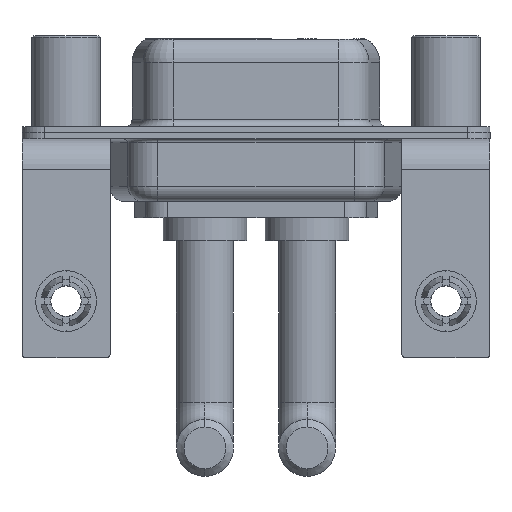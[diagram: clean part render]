
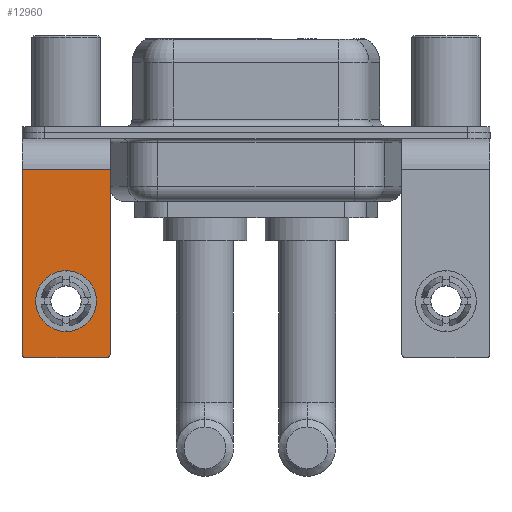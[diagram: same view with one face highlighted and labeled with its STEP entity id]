
A CAD part, front view. The second image highlights one B-rep face of the part: STEP entity #12960.
In plain terms, the highlighted planar face has unit normal (0, -1, 0).
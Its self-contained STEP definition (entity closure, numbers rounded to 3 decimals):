
#248 = ORIENTED_EDGE ( 'NONE', *, *, #5036, .T. ) ;
#340 = EDGE_CURVE ( 'NONE', #16735, #3029, #17100, .T. ) ;
#384 = CIRCLE ( 'NONE', #12226, 0.25 ) ;
#1133 = CARTESIAN_POINT ( 'NONE',  ( 2.9, -6.25, -2.4 ) ) ;
#1148 = CARTESIAN_POINT ( 'NONE',  ( 0., -6.25, -11.07 ) ) ;
#1282 = VERTEX_POINT ( 'NONE', #7969 ) ;
#1296 = DIRECTION ( 'NONE',  ( -1., 0., 0. ) ) ;
#1488 = ORIENTED_EDGE ( 'NONE', *, *, #13101, .F. ) ;
#1789 = DIRECTION ( 'NONE',  ( 0., 1., 0. ) ) ;
#2081 = AXIS2_PLACEMENT_3D ( 'NONE', #8759, #1789, #12397 ) ;
#2144 = CARTESIAN_POINT ( 'NONE',  ( -2.65, -6.25, -14.55 ) ) ;
#2392 = ORIENTED_EDGE ( 'NONE', *, *, #340, .T. ) ;
#2651 = FACE_BOUND ( 'NONE', #13118, .T. ) ;
#3029 = VERTEX_POINT ( 'NONE', #11864 ) ;
#3660 = AXIS2_PLACEMENT_3D ( 'NONE', #15983, #15026, #7936 ) ;
#4047 = ORIENTED_EDGE ( 'NONE', *, *, #8531, .T. ) ;
#4140 = PLANE ( 'NONE',  #3660 ) ;
#4432 = CARTESIAN_POINT ( 'NONE',  ( 2.9, -6.25, -14.55 ) ) ;
#5036 = EDGE_CURVE ( 'NONE', #11962, #1282, #15618, .T. ) ;
#5107 = VECTOR ( 'NONE', #12962, 1000. ) ;
#5198 = EDGE_CURVE ( 'NONE', #3029, #8131, #384, .T. ) ;
#5901 = ORIENTED_EDGE ( 'NONE', *, *, #5198, .T. ) ;
#6108 = DIRECTION ( 'NONE',  ( 0., -1., 0. ) ) ;
#6113 = ORIENTED_EDGE ( 'NONE', *, *, #16130, .F. ) ;
#6536 = FACE_OUTER_BOUND ( 'NONE', #8896, .T. ) ;
#7838 = DIRECTION ( 'NONE',  ( 0., 1., 0. ) ) ;
#7927 = DIRECTION ( 'NONE',  ( 0., 0., 1. ) ) ;
#7936 = DIRECTION ( 'NONE',  ( 0., 0., 1. ) ) ;
#7969 = CARTESIAN_POINT ( 'NONE',  ( 0., -6.25, -9.07 ) ) ;
#8131 = VERTEX_POINT ( 'NONE', #13451 ) ;
#8393 = CARTESIAN_POINT ( 'NONE',  ( 2.9, -6.25, -2.4 ) ) ;
#8531 = EDGE_CURVE ( 'NONE', #9391, #11231, #10346, .T. ) ;
#8536 = CIRCLE ( 'NONE', #15596, 2. ) ;
#8739 = DIRECTION ( 'NONE',  ( 0., 0., -1. ) ) ;
#8759 = CARTESIAN_POINT ( 'NONE',  ( 0., -6.25, -11.07 ) ) ;
#8896 = EDGE_LOOP ( 'NONE', ( #2392, #5901, #6113, #4047, #1488, #16859 ) ) ;
#8999 = DIRECTION ( 'NONE',  ( 0., 0., 1. ) ) ;
#9391 = VERTEX_POINT ( 'NONE', #10547 ) ;
#9895 = LINE ( 'NONE', #12468, #12683 ) ;
#9972 = CARTESIAN_POINT ( 'NONE',  ( -2.9, -6.25, -2.4 ) ) ;
#10079 = CARTESIAN_POINT ( 'NONE',  ( 2.9, -6.25, -14.8 ) ) ;
#10346 = CIRCLE ( 'NONE', #14859, 0.25 ) ;
#10547 = CARTESIAN_POINT ( 'NONE',  ( 2.65, -6.25, -14.8 ) ) ;
#10583 = CARTESIAN_POINT ( 'NONE',  ( 2.65, -6.25, -14.55 ) ) ;
#11231 = VERTEX_POINT ( 'NONE', #4432 ) ;
#11498 = DIRECTION ( 'NONE',  ( -1., 0., 0. ) ) ;
#11864 = CARTESIAN_POINT ( 'NONE',  ( -2.9, -6.25, -14.55 ) ) ;
#11962 = VERTEX_POINT ( 'NONE', #15796 ) ;
#12081 = EDGE_CURVE ( 'NONE', #16120, #16735, #14651, .T. ) ;
#12226 = AXIS2_PLACEMENT_3D ( 'NONE', #2144, #6108, #16967 ) ;
#12397 = DIRECTION ( 'NONE',  ( 0., 0., 1. ) ) ;
#12468 = CARTESIAN_POINT ( 'NONE',  ( 2.9, -6.25, -2.4 ) ) ;
#12683 = VECTOR ( 'NONE', #8739, 1000. ) ;
#12735 = LINE ( 'NONE', #10079, #13908 ) ;
#12960 = ADVANCED_FACE ( 'NONE', ( #2651, #6536 ), #4140, .F. ) ;
#12962 = DIRECTION ( 'NONE',  ( 0., 0., -1. ) ) ;
#13101 = EDGE_CURVE ( 'NONE', #16120, #11231, #9895, .T. ) ;
#13118 = EDGE_LOOP ( 'NONE', ( #248, #15968 ) ) ;
#13451 = CARTESIAN_POINT ( 'NONE',  ( -2.65, -6.25, -14.8 ) ) ;
#13908 = VECTOR ( 'NONE', #11498, 1000. ) ;
#14651 = LINE ( 'NONE', #1133, #16301 ) ;
#14859 = AXIS2_PLACEMENT_3D ( 'NONE', #10583, #15710, #8999 ) ;
#15026 = DIRECTION ( 'NONE',  ( 0., 1., 0. ) ) ;
#15596 = AXIS2_PLACEMENT_3D ( 'NONE', #1148, #7838, #7927 ) ;
#15618 = CIRCLE ( 'NONE', #2081, 2. ) ;
#15710 = DIRECTION ( 'NONE',  ( 0., -1., 0. ) ) ;
#15796 = CARTESIAN_POINT ( 'NONE',  ( 0., -6.25, -13.07 ) ) ;
#15968 = ORIENTED_EDGE ( 'NONE', *, *, #16335, .T. ) ;
#15983 = CARTESIAN_POINT ( 'NONE',  ( 2.9, -6.25, -2.4 ) ) ;
#16120 = VERTEX_POINT ( 'NONE', #8393 ) ;
#16130 = EDGE_CURVE ( 'NONE', #9391, #8131, #12735, .T. ) ;
#16301 = VECTOR ( 'NONE', #1296, 1000. ) ;
#16335 = EDGE_CURVE ( 'NONE', #1282, #11962, #8536, .T. ) ;
#16735 = VERTEX_POINT ( 'NONE', #9972 ) ;
#16859 = ORIENTED_EDGE ( 'NONE', *, *, #12081, .T. ) ;
#16967 = DIRECTION ( 'NONE',  ( 0., 0., 1. ) ) ;
#17016 = CARTESIAN_POINT ( 'NONE',  ( -2.9, -6.25, -2.4 ) ) ;
#17100 = LINE ( 'NONE', #17016, #5107 ) ;
